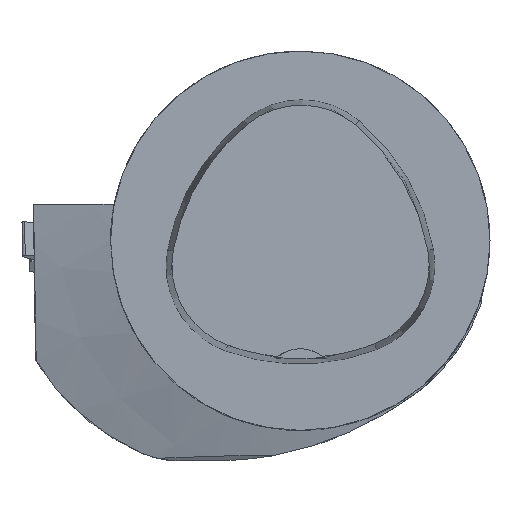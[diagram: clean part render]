
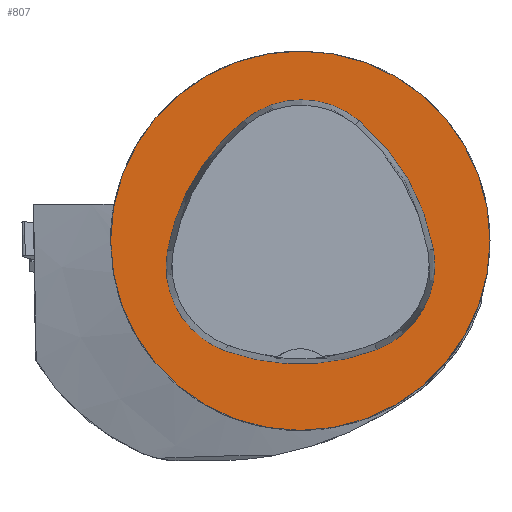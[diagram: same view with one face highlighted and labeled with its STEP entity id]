
A CAD part, top view. The second image highlights one B-rep face of the part: STEP entity #807.
In plain terms, the highlighted planar face has unit normal (0, 0, 1).
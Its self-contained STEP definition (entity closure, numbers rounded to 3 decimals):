
#222=PLANE('',#2464);
#807=ADVANCED_FACE('',(#886,#887),#222,.T.);
#886=FACE_BOUND('',#993,.T.);
#887=FACE_BOUND('',#994,.T.);
#993=EDGE_LOOP('',(#1521,#1522,#1523,#1524,#1525,#1526));
#994=EDGE_LOOP('',(#1527));
#1521=ORIENTED_EDGE('',*,*,#2123,.T.);
#1522=ORIENTED_EDGE('',*,*,#2103,.T.);
#1523=ORIENTED_EDGE('',*,*,#2107,.T.);
#1524=ORIENTED_EDGE('',*,*,#2110,.T.);
#1525=ORIENTED_EDGE('',*,*,#2113,.T.);
#1526=ORIENTED_EDGE('',*,*,#2121,.T.);
#1527=ORIENTED_EDGE('',*,*,#2094,.F.);
#1816=VERTEX_POINT('',#3880);
#1825=VERTEX_POINT('',#3899);
#1826=VERTEX_POINT('',#3900);
#1829=VERTEX_POINT('',#3908);
#1831=VERTEX_POINT('',#3914);
#1833=VERTEX_POINT('',#3920);
#1840=VERTEX_POINT('',#3941);
#2094=EDGE_CURVE('',#1816,#1816,#2199,.T.);
#2103=EDGE_CURVE('',#1825,#1826,#2200,.T.);
#2107=EDGE_CURVE('',#1826,#1829,#2202,.T.);
#2110=EDGE_CURVE('',#1829,#1831,#2204,.T.);
#2113=EDGE_CURVE('',#1831,#1833,#2206,.T.);
#2121=EDGE_CURVE('',#1833,#1840,#2210,.T.);
#2123=EDGE_CURVE('',#1840,#1825,#2212,.T.);
#2199=CIRCLE('',#2436,31.5);
#2200=CIRCLE('',#2442,36.);
#2202=CIRCLE('',#2445,15.);
#2204=CIRCLE('',#2448,36.);
#2206=CIRCLE('',#2451,15.);
#2210=CIRCLE('',#2456,36.);
#2212=CIRCLE('',#2459,15.);
#2436=AXIS2_PLACEMENT_3D('',#3879,#2980,#2981);
#2442=AXIS2_PLACEMENT_3D('',#3898,#2996,#2997);
#2445=AXIS2_PLACEMENT_3D('',#3907,#3004,#3005);
#2448=AXIS2_PLACEMENT_3D('',#3913,#3011,#3012);
#2451=AXIS2_PLACEMENT_3D('',#3919,#3018,#3019);
#2456=AXIS2_PLACEMENT_3D('',#3942,#3030,#3031);
#2459=AXIS2_PLACEMENT_3D('',#3945,#3036,#3037);
#2464=AXIS2_PLACEMENT_3D('',#3950,#3046,#3047);
#2980=DIRECTION('',(0.,0.,-1.));
#2981=DIRECTION('',(-1.,0.,0.));
#2996=DIRECTION('',(0.,0.,-1.));
#2997=DIRECTION('',(-1.,0.,0.));
#3004=DIRECTION('',(0.,0.,-1.));
#3005=DIRECTION('',(-1.,0.,0.));
#3011=DIRECTION('',(0.,0.,-1.));
#3012=DIRECTION('',(-1.,0.,0.));
#3018=DIRECTION('',(0.,0.,-1.));
#3019=DIRECTION('',(-1.,0.,0.));
#3030=DIRECTION('',(0.,0.,-1.));
#3031=DIRECTION('',(-1.,0.,0.));
#3036=DIRECTION('',(0.,0.,-1.));
#3037=DIRECTION('',(-1.,0.,0.));
#3046=DIRECTION('',(0.,0.,1.));
#3047=DIRECTION('',(1.,0.,0.));
#3879=CARTESIAN_POINT('',(0.,0.,0.));
#3880=CARTESIAN_POINT('',(-31.5,0.,0.));
#3898=CARTESIAN_POINT('',(13.398,-7.893,0.));
#3899=CARTESIAN_POINT('',(-22.041,-1.562,0.));
#3900=CARTESIAN_POINT('',(-9.317,20.036,0.));
#3907=CARTESIAN_POINT('',(0.148,8.399,0.));
#3908=CARTESIAN_POINT('',(9.779,19.898,0.));
#3913=CARTESIAN_POINT('',(-13.337,-7.7,0.));
#3914=CARTESIAN_POINT('',(22.122,-1.48,0.));
#3919=CARTESIAN_POINT('',(7.347,-4.071,0.));
#3920=CARTESIAN_POINT('',(12.693,-18.087,0.));
#3941=CARTESIAN_POINT('',(-12.373,-18.307,0.));
#3942=CARTESIAN_POINT('',(-0.137,15.55,0.));
#3945=CARTESIAN_POINT('',(-7.275,-4.2,0.));
#3950=CARTESIAN_POINT('',(0.,0.,0.));
